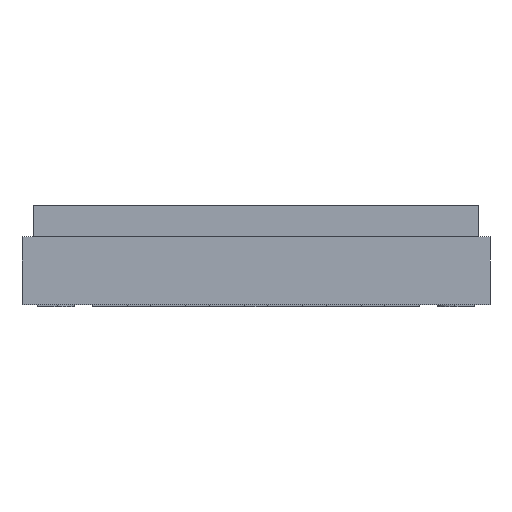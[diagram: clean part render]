
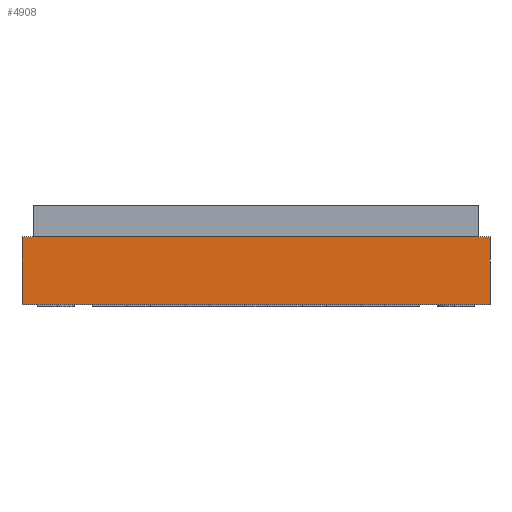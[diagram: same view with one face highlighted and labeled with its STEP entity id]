
A CAD part, front view. The second image highlights one B-rep face of the part: STEP entity #4908.
In plain terms, the highlighted planar face has unit normal (0, -1, 0).
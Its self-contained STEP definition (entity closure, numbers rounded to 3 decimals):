
#225 = CARTESIAN_POINT ( 'NONE',  ( 29.262, -16.717, 2.965 ) ) ;
#622 = CARTESIAN_POINT ( 'NONE',  ( -28.33, -16.717, 2.965 ) ) ;
#703 = CARTESIAN_POINT ( 'NONE',  ( 25.262, -16.717, 2.385 ) ) ;
#1833 = EDGE_CURVE ( 'NONE', #7867, #5482, #9037, .T. ) ;
#1926 = ORIENTED_EDGE ( 'NONE', *, *, #8224, .T. ) ;
#1976 = CARTESIAN_POINT ( 'NONE',  ( -28.33, -16.717, 2.385 ) ) ;
#2160 = AXIS2_PLACEMENT_3D ( 'NONE', #622, #7901, #4254 ) ;
#2187 = CARTESIAN_POINT ( 'NONE',  ( 25.262, -16.717, 2.965 ) ) ;
#2406 = VECTOR ( 'NONE', #8668, 1000. ) ;
#2427 = DIRECTION ( 'NONE',  ( 0., 0., -1. ) ) ;
#4254 = DIRECTION ( 'NONE',  ( 0., 0., -1. ) ) ;
#4267 = ORIENTED_EDGE ( 'NONE', *, *, #5616, .T. ) ;
#4274 = CARTESIAN_POINT ( 'NONE',  ( -28.33, -16.717, 2.965 ) ) ;
#4908 = ADVANCED_FACE ( 'NONE', ( #6323 ), #6318, .T. ) ;
#5012 = VECTOR ( 'NONE', #2427, 1000. ) ;
#5328 = CARTESIAN_POINT ( 'NONE',  ( 25.262, -16.717, 2.965 ) ) ;
#5482 = VERTEX_POINT ( 'NONE', #8208 ) ;
#5572 = CARTESIAN_POINT ( 'NONE',  ( 29.262, -16.717, 2.965 ) ) ;
#5616 = EDGE_CURVE ( 'NONE', #7867, #6824, #5627, .T. ) ;
#5627 = LINE ( 'NONE', #4274, #2406 ) ;
#5715 = EDGE_LOOP ( 'NONE', ( #8439, #8841, #4267, #1926 ) ) ;
#5952 = VECTOR ( 'NONE', #6259, 1000. ) ;
#6259 = DIRECTION ( 'NONE',  ( -1., 0., 0. ) ) ;
#6318 = PLANE ( 'NONE',  #2160 ) ;
#6323 = FACE_OUTER_BOUND ( 'NONE', #5715, .T. ) ;
#6392 = VERTEX_POINT ( 'NONE', #703 ) ;
#6717 = EDGE_CURVE ( 'NONE', #5482, #6392, #7102, .T. ) ;
#6824 = VERTEX_POINT ( 'NONE', #2187 ) ;
#7102 = LINE ( 'NONE', #1976, #5952 ) ;
#7555 = VECTOR ( 'NONE', #8340, 1000. ) ;
#7597 = LINE ( 'NONE', #5328, #5012 ) ;
#7867 = VERTEX_POINT ( 'NONE', #225 ) ;
#7901 = DIRECTION ( 'NONE',  ( 0., -1., 0. ) ) ;
#8208 = CARTESIAN_POINT ( 'NONE',  ( 29.262, -16.717, 2.385 ) ) ;
#8224 = EDGE_CURVE ( 'NONE', #6824, #6392, #7597, .T. ) ;
#8340 = DIRECTION ( 'NONE',  ( 0., 0., -1. ) ) ;
#8439 = ORIENTED_EDGE ( 'NONE', *, *, #6717, .F. ) ;
#8668 = DIRECTION ( 'NONE',  ( -1., 0., 0. ) ) ;
#8841 = ORIENTED_EDGE ( 'NONE', *, *, #1833, .F. ) ;
#9037 = LINE ( 'NONE', #5572, #7555 ) ;
